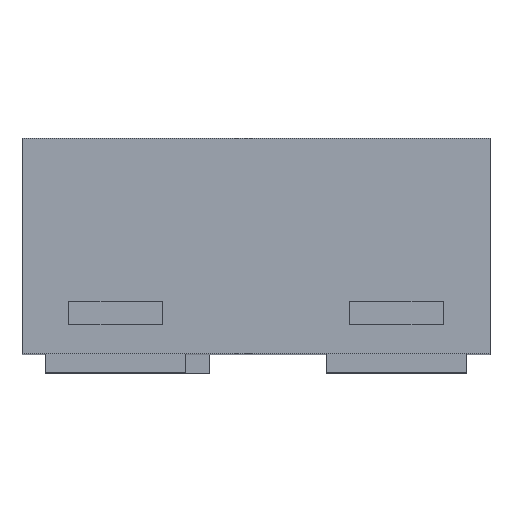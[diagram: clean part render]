
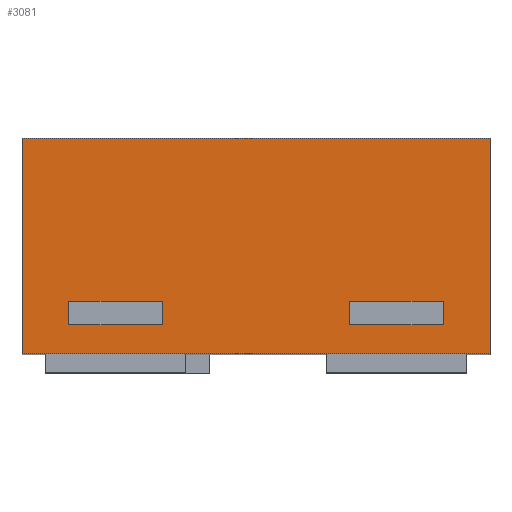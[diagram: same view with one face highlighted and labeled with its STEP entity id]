
A CAD part, top view. The second image highlights one B-rep face of the part: STEP entity #3081.
In plain terms, the highlighted planar face has unit normal (0, 0, 1).
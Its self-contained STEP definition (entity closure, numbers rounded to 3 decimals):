
#17 = EDGE_LOOP ( 'NONE', ( #1050, #221, #1378, #2395 ) ) ;
#36 = VERTEX_POINT ( 'NONE', #1850 ) ;
#48 = EDGE_CURVE ( 'NONE', #881, #3968, #3703, .T. ) ;
#67 = EDGE_CURVE ( 'NONE', #4780, #36, #3400, .T. ) ;
#109 = LINE ( 'NONE', #3919, #2056 ) ;
#114 = VECTOR ( 'NONE', #4806, 1000. ) ;
#128 = CARTESIAN_POINT ( 'NONE',  ( -0.5, 0.04, 0.725 ) ) ;
#212 = CARTESIAN_POINT ( 'NONE',  ( 0.2, 0.152, 0.725 ) ) ;
#221 = ORIENTED_EDGE ( 'NONE', *, *, #2005, .F. ) ;
#305 = CARTESIAN_POINT ( 'NONE',  ( -0.2, 0.102, 0.725 ) ) ;
#355 = EDGE_CURVE ( 'NONE', #1273, #4780, #3971, .T. ) ;
#398 = LINE ( 'NONE', #3046, #4555 ) ;
#416 = VERTEX_POINT ( 'NONE', #2230 ) ;
#492 = VERTEX_POINT ( 'NONE', #2576 ) ;
#493 = ORIENTED_EDGE ( 'NONE', *, *, #2131, .F. ) ;
#516 = VECTOR ( 'NONE', #4748, 1000. ) ;
#566 = ORIENTED_EDGE ( 'NONE', *, *, #896, .F. ) ;
#646 = VERTEX_POINT ( 'NONE', #2176 ) ;
#666 = LINE ( 'NONE', #4466, #1824 ) ;
#669 = ORIENTED_EDGE ( 'NONE', *, *, #2183, .F. ) ;
#881 = VERTEX_POINT ( 'NONE', #2906 ) ;
#896 = EDGE_CURVE ( 'NONE', #3234, #646, #3630, .T. ) ;
#973 = EDGE_CURVE ( 'NONE', #2164, #3968, #2487, .T. ) ;
#1050 = ORIENTED_EDGE ( 'NONE', *, *, #973, .F. ) ;
#1076 = DIRECTION ( 'NONE',  ( 1., 0., 0. ) ) ;
#1080 = EDGE_CURVE ( 'NONE', #2805, #1273, #398, .T. ) ;
#1088 = AXIS2_PLACEMENT_3D ( 'NONE', #1441, #2970, #3295 ) ;
#1133 = EDGE_CURVE ( 'NONE', #36, #2805, #109, .T. ) ;
#1151 = CARTESIAN_POINT ( 'NONE',  ( 0.4, 0.102, 0.725 ) ) ;
#1273 = VERTEX_POINT ( 'NONE', #212 ) ;
#1360 = LINE ( 'NONE', #1407, #2098 ) ;
#1378 = ORIENTED_EDGE ( 'NONE', *, *, #1453, .T. ) ;
#1407 = CARTESIAN_POINT ( 'NONE',  ( -0.2, 0.102, 0.725 ) ) ;
#1415 = ORIENTED_EDGE ( 'NONE', *, *, #67, .F. ) ;
#1424 = CARTESIAN_POINT ( 'NONE',  ( 0.2, 0.152, 0.725 ) ) ;
#1426 = DIRECTION ( 'NONE',  ( 0., 1., 0. ) ) ;
#1441 = CARTESIAN_POINT ( 'NONE',  ( -0.5, 0.04, 0.725 ) ) ;
#1453 = EDGE_CURVE ( 'NONE', #492, #881, #666, .T. ) ;
#1548 = CARTESIAN_POINT ( 'NONE',  ( 0.5, 0.04, 0.725 ) ) ;
#1591 = CARTESIAN_POINT ( 'NONE',  ( 0.5, 0.5, 0.725 ) ) ;
#1657 = FACE_BOUND ( 'NONE', #3749, .T. ) ;
#1708 = CARTESIAN_POINT ( 'NONE',  ( -0.5, 0.5, 0.725 ) ) ;
#1750 = DIRECTION ( 'NONE',  ( 0., -1., 0. ) ) ;
#1778 = DIRECTION ( 'NONE',  ( 1., 0., 0. ) ) ;
#1824 = VECTOR ( 'NONE', #4441, 1000. ) ;
#1850 = CARTESIAN_POINT ( 'NONE',  ( 0.4, 0.102, 0.725 ) ) ;
#1930 = CARTESIAN_POINT ( 'NONE',  ( 0.2, 0.102, 0.725 ) ) ;
#2005 = EDGE_CURVE ( 'NONE', #492, #2164, #3502, .T. ) ;
#2055 = FACE_OUTER_BOUND ( 'NONE', #17, .T. ) ;
#2056 = VECTOR ( 'NONE', #3464, 1000. ) ;
#2098 = VECTOR ( 'NONE', #1778, 1000. ) ;
#2131 = EDGE_CURVE ( 'NONE', #646, #416, #4390, .T. ) ;
#2164 = VERTEX_POINT ( 'NONE', #3655 ) ;
#2166 = CARTESIAN_POINT ( 'NONE',  ( -0.4, 0.102, 0.725 ) ) ;
#2170 = VECTOR ( 'NONE', #1426, 1000. ) ;
#2176 = CARTESIAN_POINT ( 'NONE',  ( -0.2, 0.152, 0.725 ) ) ;
#2183 = EDGE_CURVE ( 'NONE', #3217, #3234, #1360, .T. ) ;
#2230 = CARTESIAN_POINT ( 'NONE',  ( -0.4, 0.152, 0.725 ) ) ;
#2395 = ORIENTED_EDGE ( 'NONE', *, *, #48, .T. ) ;
#2410 = FACE_BOUND ( 'NONE', #3867, .T. ) ;
#2487 = LINE ( 'NONE', #1708, #2712 ) ;
#2576 = CARTESIAN_POINT ( 'NONE',  ( -0.5, 0.04, 0.725 ) ) ;
#2691 = ORIENTED_EDGE ( 'NONE', *, *, #1080, .F. ) ;
#2712 = VECTOR ( 'NONE', #3233, 1000. ) ;
#2758 = LINE ( 'NONE', #3997, #516 ) ;
#2805 = VERTEX_POINT ( 'NONE', #4610 ) ;
#2813 = VECTOR ( 'NONE', #1076, 1000. ) ;
#2906 = CARTESIAN_POINT ( 'NONE',  ( 0.5, 0.04, 0.725 ) ) ;
#2970 = DIRECTION ( 'NONE',  ( 0., 0., 1. ) ) ;
#3045 = VECTOR ( 'NONE', #1750, 1000. ) ;
#3046 = CARTESIAN_POINT ( 'NONE',  ( 0.4, 0.152, 0.725 ) ) ;
#3081 = ADVANCED_FACE ( 'NONE', ( #1657, #2410, #2055 ), #3550, .T. ) ;
#3217 = VERTEX_POINT ( 'NONE', #2166 ) ;
#3233 = DIRECTION ( 'NONE',  ( 1., 0., 0. ) ) ;
#3234 = VERTEX_POINT ( 'NONE', #305 ) ;
#3295 = DIRECTION ( 'NONE',  ( 0., 1., 0. ) ) ;
#3298 = CARTESIAN_POINT ( 'NONE',  ( -0.2, 0.152, 0.725 ) ) ;
#3371 = DIRECTION ( 'NONE',  ( 0., 1., 0. ) ) ;
#3400 = LINE ( 'NONE', #1151, #2813 ) ;
#3464 = DIRECTION ( 'NONE',  ( 0., 1., 0. ) ) ;
#3502 = LINE ( 'NONE', #128, #3987 ) ;
#3550 = PLANE ( 'NONE',  #1088 ) ;
#3630 = LINE ( 'NONE', #3298, #2170 ) ;
#3655 = CARTESIAN_POINT ( 'NONE',  ( -0.5, 0.5, 0.725 ) ) ;
#3670 = EDGE_CURVE ( 'NONE', #416, #3217, #2758, .T. ) ;
#3680 = CARTESIAN_POINT ( 'NONE',  ( -0.2, 0.152, 0.725 ) ) ;
#3703 = LINE ( 'NONE', #1548, #3916 ) ;
#3749 = EDGE_LOOP ( 'NONE', ( #566, #669, #4553, #493 ) ) ;
#3867 = EDGE_LOOP ( 'NONE', ( #4713, #1415, #4211, #2691 ) ) ;
#3916 = VECTOR ( 'NONE', #3371, 1000. ) ;
#3919 = CARTESIAN_POINT ( 'NONE',  ( 0.4, 0.152, 0.725 ) ) ;
#3968 = VERTEX_POINT ( 'NONE', #1591 ) ;
#3971 = LINE ( 'NONE', #1424, #3045 ) ;
#3987 = VECTOR ( 'NONE', #4534, 1000. ) ;
#3997 = CARTESIAN_POINT ( 'NONE',  ( -0.4, 0.152, 0.725 ) ) ;
#4211 = ORIENTED_EDGE ( 'NONE', *, *, #355, .F. ) ;
#4390 = LINE ( 'NONE', #3680, #114 ) ;
#4441 = DIRECTION ( 'NONE',  ( 1., 0., 0. ) ) ;
#4466 = CARTESIAN_POINT ( 'NONE',  ( -0.5, 0.04, 0.725 ) ) ;
#4534 = DIRECTION ( 'NONE',  ( 0., 1., 0. ) ) ;
#4545 = DIRECTION ( 'NONE',  ( -1., 0., 0. ) ) ;
#4553 = ORIENTED_EDGE ( 'NONE', *, *, #3670, .F. ) ;
#4555 = VECTOR ( 'NONE', #4545, 1000. ) ;
#4610 = CARTESIAN_POINT ( 'NONE',  ( 0.4, 0.152, 0.725 ) ) ;
#4713 = ORIENTED_EDGE ( 'NONE', *, *, #1133, .F. ) ;
#4748 = DIRECTION ( 'NONE',  ( 0., -1., 0. ) ) ;
#4780 = VERTEX_POINT ( 'NONE', #1930 ) ;
#4806 = DIRECTION ( 'NONE',  ( -1., 0., 0. ) ) ;
